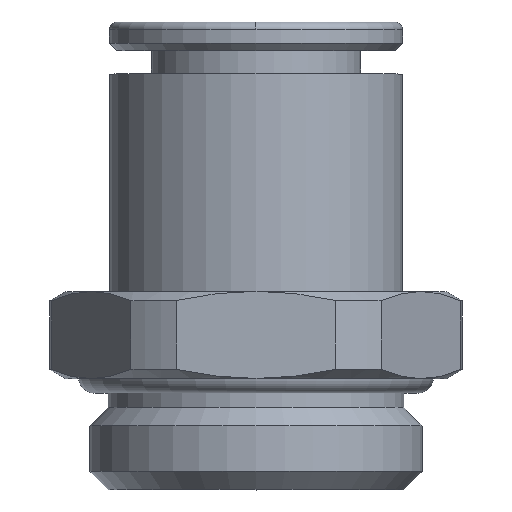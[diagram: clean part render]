
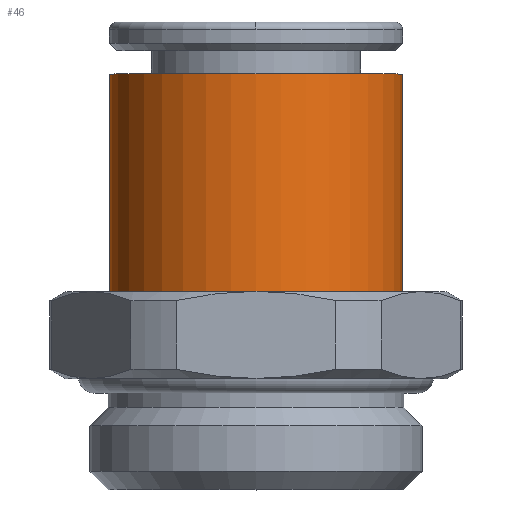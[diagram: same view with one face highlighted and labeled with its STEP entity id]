
A CAD part, top view. The second image highlights one B-rep face of the part: STEP entity #46.
In plain terms, the highlighted cylindrical face has radius 9.25 mm (diameter 18.5 mm), a partial arc.
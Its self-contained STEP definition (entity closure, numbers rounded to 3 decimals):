
#46=ADVANCED_FACE('',(#121),#122,.T.);
#121=FACE_OUTER_BOUND('',#275,.T.);
#122=CYLINDRICAL_SURFACE('',#276,9.25);
#275=EDGE_LOOP('',(#429,#430,#431,#432));
#276=AXIS2_PLACEMENT_3D('',#433,#434,#435);
#429=ORIENTED_EDGE('',*,*,#1011,.F.);
#430=ORIENTED_EDGE('',*,*,#1012,.F.);
#431=ORIENTED_EDGE('',*,*,#1013,.F.);
#432=ORIENTED_EDGE('',*,*,#1014,.F.);
#433=CARTESIAN_POINT('',(0.0,19.865,0.0));
#434=DIRECTION('',(0.0,1.0,0.0));
#435=DIRECTION('',(-1.0,0.0,0.0));
#1011=EDGE_CURVE('',#1191,#1192,#1193,.T.);
#1012=EDGE_CURVE('',#1194,#1191,#1195,.T.);
#1013=EDGE_CURVE('',#1196,#1194,#1197,.T.);
#1014=EDGE_CURVE('',#1192,#1196,#1198,.T.);
#1191=VERTEX_POINT('',#1483);
#1192=VERTEX_POINT('',#1484);
#1193=LINE('',#1485,#1486);
#1194=VERTEX_POINT('',#1487);
#1195=CIRCLE('',#1488,9.25);
#1196=VERTEX_POINT('',#1489);
#1197=LINE('',#1490,#1491);
#1198=CIRCLE('',#1492,9.25);
#1483=CARTESIAN_POINT('',(-9.25,12.5,0.));
#1484=CARTESIAN_POINT('',(-9.25,26.23,0.0));
#1485=CARTESIAN_POINT('',(-9.25,19.865,0.));
#1486=VECTOR('',#2115,1.0);
#1487=CARTESIAN_POINT('',(9.25,12.5,0.0));
#1488=AXIS2_PLACEMENT_3D('',#2116,#2117,#2118);
#1489=CARTESIAN_POINT('',(9.25,26.23,0.));
#1490=CARTESIAN_POINT('',(9.25,19.865,0.));
#1491=VECTOR('',#2119,1.0);
#1492=AXIS2_PLACEMENT_3D('',#2120,#2121,#2122);
#2115=DIRECTION('',(0.0,1.0,0.0));
#2116=CARTESIAN_POINT('',(0.0,12.5,0.0));
#2117=DIRECTION('',(0.0,-1.0,0.0));
#2118=DIRECTION('',(1.0,0.0,0.0));
#2119=DIRECTION('',(-0.0,-1.0,-0.0));
#2120=CARTESIAN_POINT('',(0.0,26.23,0.0));
#2121=DIRECTION('',(0.0,1.0,0.0));
#2122=DIRECTION('',(-1.0,0.0,0.0));
